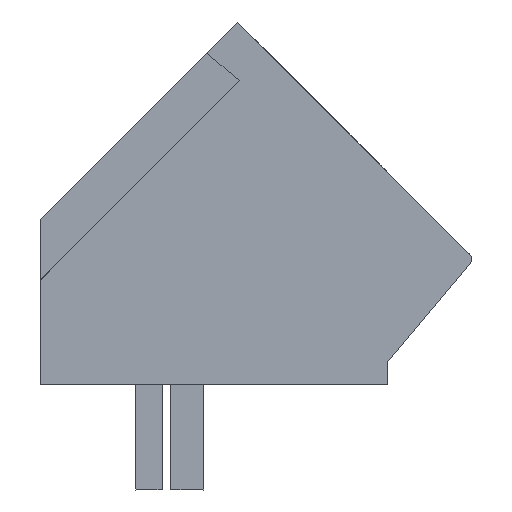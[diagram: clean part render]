
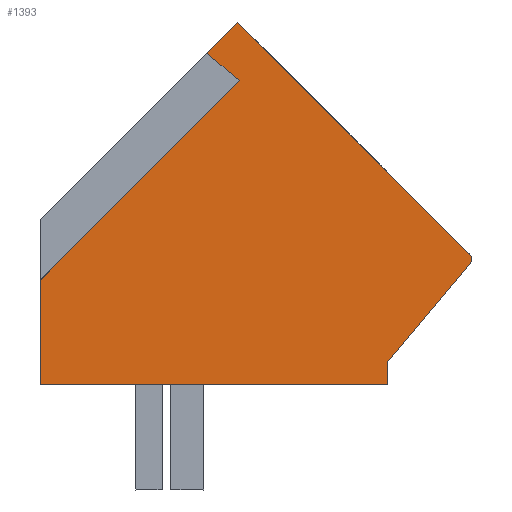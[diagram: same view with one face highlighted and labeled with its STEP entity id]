
A CAD part, left-side view. The second image highlights one B-rep face of the part: STEP entity #1393.
In plain terms, the highlighted planar face has unit normal (-1, 0, 0).
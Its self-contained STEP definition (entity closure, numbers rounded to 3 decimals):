
#1349=AXIS2_PLACEMENT_3D('Plane Axis2P3D',#1346,#1347,#1348) ;
#1379=AXIS2_PLACEMENT_3D('Circle Axis2P3D',#1377,#1378,$) ;
#172=CARTESIAN_POINT('Vertex',(0.,8.05,13.259)) ;
#175=CARTESIAN_POINT('Line Origine',(0.,7.58,13.73)) ;
#179=CARTESIAN_POINT('Vertex',(0.,7.11,14.2)) ;
#293=CARTESIAN_POINT('Line Origine',(0.,7.823,3.2)) ;
#297=CARTESIAN_POINT('Vertex',(0.,13.1,3.2)) ;
#299=CARTESIAN_POINT('Vertex',(0.,2.546,3.2)) ;
#1144=CARTESIAN_POINT('Vertex',(0.,13.1,6.371)) ;
#1147=CARTESIAN_POINT('Line Origine',(0.,10.075,9.396)) ;
#1151=CARTESIAN_POINT('Vertex',(0.,7.051,12.421)) ;
#1178=CARTESIAN_POINT('Line Origine',(0.,7.551,12.84)) ;
#1346=CARTESIAN_POINT('Axis2P3D Location',(0.,13.1,0.)) ;
#1351=CARTESIAN_POINT('Line Origine',(0.,3.584,10.674)) ;
#1355=CARTESIAN_POINT('Vertex',(0.,0.059,7.149)) ;
#1358=CARTESIAN_POINT('Line Origine',(0.,13.1,4.786)) ;
#1363=CARTESIAN_POINT('Line Origine',(0.,2.546,3.55)) ;
#1367=CARTESIAN_POINT('Vertex',(0.,2.546,3.9)) ;
#1370=CARTESIAN_POINT('Line Origine',(0.,1.297,5.389)) ;
#1374=CARTESIAN_POINT('Vertex',(0.,0.047,6.879)) ;
#1377=CARTESIAN_POINT('Axis2P3D Location',(0.,0.2,7.007)) ;
#176=DIRECTION('Vector Direction',(0.,0.707,-0.707)) ;
#294=DIRECTION('Vector Direction',(0.,-1.,0.)) ;
#1148=DIRECTION('Vector Direction',(0.,0.707,-0.707)) ;
#1179=DIRECTION('Vector Direction',(0.,-0.766,-0.643)) ;
#1347=DIRECTION('Axis2P3D Direction',(-1.,0.,0.)) ;
#1348=DIRECTION('Axis2P3D XDirection',(0.,-1.,0.)) ;
#1352=DIRECTION('Vector Direction',(0.,0.707,0.707)) ;
#1359=DIRECTION('Vector Direction',(0.,0.,-1.)) ;
#1364=DIRECTION('Vector Direction',(0.,0.,1.)) ;
#1371=DIRECTION('Vector Direction',(0.,-0.643,0.766)) ;
#1378=DIRECTION('Axis2P3D Direction',(-1.,0.,0.)) ;
#177=VECTOR('Line Direction',#176,1.) ;
#295=VECTOR('Line Direction',#294,1.) ;
#1149=VECTOR('Line Direction',#1148,1.) ;
#1180=VECTOR('Line Direction',#1179,1.) ;
#1353=VECTOR('Line Direction',#1352,1.) ;
#1360=VECTOR('Line Direction',#1359,1.) ;
#1365=VECTOR('Line Direction',#1364,1.) ;
#1372=VECTOR('Line Direction',#1371,1.) ;
#1383=ORIENTED_EDGE('',*,*,#1357,.T.) ;
#1384=ORIENTED_EDGE('',*,*,#181,.T.) ;
#1385=ORIENTED_EDGE('',*,*,#1182,.T.) ;
#1386=ORIENTED_EDGE('',*,*,#1153,.T.) ;
#1387=ORIENTED_EDGE('',*,*,#1362,.T.) ;
#1388=ORIENTED_EDGE('',*,*,#301,.T.) ;
#1389=ORIENTED_EDGE('',*,*,#1369,.T.) ;
#1390=ORIENTED_EDGE('',*,*,#1376,.T.) ;
#1391=ORIENTED_EDGE('',*,*,#1381,.F.) ;
#1393=ADVANCED_FACE('HOUSING',(#1392),#1350,.T.) ;
#1380=CIRCLE('generated circle',#1379,0.2) ;
#181=EDGE_CURVE('',#180,#173,#178,.T.) ;
#301=EDGE_CURVE('',#298,#300,#296,.T.) ;
#1153=EDGE_CURVE('',#1152,#1145,#1150,.T.) ;
#1182=EDGE_CURVE('',#173,#1152,#1181,.T.) ;
#1357=EDGE_CURVE('',#1356,#180,#1354,.T.) ;
#1362=EDGE_CURVE('',#1145,#298,#1361,.T.) ;
#1369=EDGE_CURVE('',#300,#1368,#1366,.T.) ;
#1376=EDGE_CURVE('',#1368,#1375,#1373,.T.) ;
#1381=EDGE_CURVE('',#1356,#1375,#1380,.F.) ;
#1382=EDGE_LOOP('',(#1383,#1384,#1385,#1386,#1387,#1388,#1389,#1390,#1391)) ;
#1392=FACE_OUTER_BOUND('',#1382,.T.) ;
#178=LINE('Line',#175,#177) ;
#296=LINE('Line',#293,#295) ;
#1150=LINE('Line',#1147,#1149) ;
#1181=LINE('Line',#1178,#1180) ;
#1354=LINE('Line',#1351,#1353) ;
#1361=LINE('Line',#1358,#1360) ;
#1366=LINE('Line',#1363,#1365) ;
#1373=LINE('Line',#1370,#1372) ;
#1350=PLANE('',#1349) ;
#173=VERTEX_POINT('',#172) ;
#180=VERTEX_POINT('',#179) ;
#298=VERTEX_POINT('',#297) ;
#300=VERTEX_POINT('',#299) ;
#1145=VERTEX_POINT('',#1144) ;
#1152=VERTEX_POINT('',#1151) ;
#1356=VERTEX_POINT('',#1355) ;
#1368=VERTEX_POINT('',#1367) ;
#1375=VERTEX_POINT('',#1374) ;
